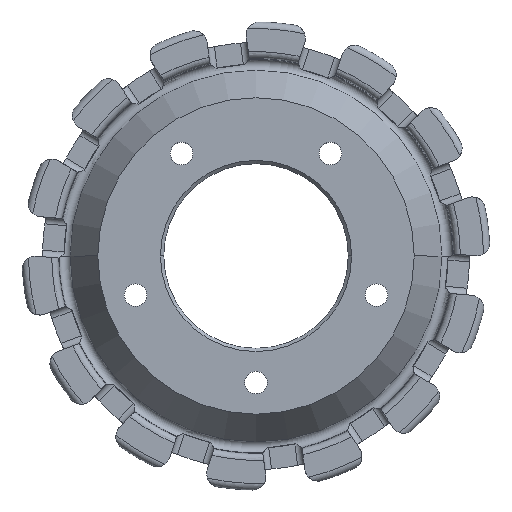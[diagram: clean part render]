
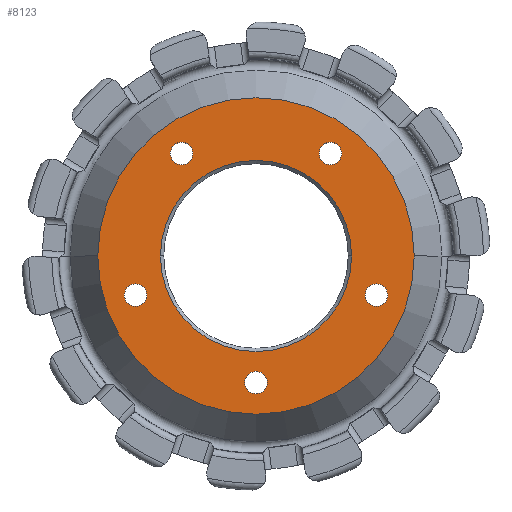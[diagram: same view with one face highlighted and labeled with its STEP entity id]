
A CAD part, top view. The second image highlights one B-rep face of the part: STEP entity #8123.
In plain terms, the highlighted planar face has unit normal (0, 0, 1).
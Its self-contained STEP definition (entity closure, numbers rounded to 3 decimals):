
#19 = AXIS2_PLACEMENT_3D ( 'NONE', #10055, #6156, #8941 ) ;
#181 = ORIENTED_EDGE ( 'NONE', *, *, #10449, .T. ) ;
#203 = EDGE_CURVE ( 'NONE', #9940, #12138, #1702, .T. ) ;
#238 = CARTESIAN_POINT ( 'NONE',  ( 9.592, 15.542, 0. ) ) ;
#352 = EDGE_LOOP ( 'NONE', ( #5779, #2229 ) ) ;
#497 = CARTESIAN_POINT ( 'NONE',  ( -19.97, -5.936, 0. ) ) ;
#552 = VERTEX_POINT ( 'NONE', #11479 ) ;
#629 = VERTEX_POINT ( 'NONE', #9726 ) ;
#670 = FACE_OUTER_BOUND ( 'NONE', #1681, .T. ) ;
#737 = DIRECTION ( 'NONE',  ( 0., 0., -1. ) ) ;
#814 = AXIS2_PLACEMENT_3D ( 'NONE', #11087, #4749, #1838 ) ;
#889 = DIRECTION ( 'NONE',  ( -1., 0., 0. ) ) ;
#1008 = ORIENTED_EDGE ( 'NONE', *, *, #8068, .F. ) ;
#1035 = DIRECTION ( 'NONE',  ( 0., 0., -1. ) ) ;
#1120 = DIRECTION ( 'NONE',  ( 0., 0., 1. ) ) ;
#1213 = EDGE_LOOP ( 'NONE', ( #10990, #3197 ) ) ;
#1357 = ORIENTED_EDGE ( 'NONE', *, *, #9340, .T. ) ;
#1365 = CIRCLE ( 'NONE', #1740, 1.7 ) ;
#1387 = CIRCLE ( 'NONE', #6458, 1.7 ) ;
#1590 = VERTEX_POINT ( 'NONE', #497 ) ;
#1595 = ORIENTED_EDGE ( 'NONE', *, *, #10811, .T. ) ;
#1681 = EDGE_LOOP ( 'NONE', ( #2687, #1008 ) ) ;
#1702 = CIRCLE ( 'NONE', #814, 14.5 ) ;
#1707 = FACE_BOUND ( 'NONE', #1213, .T. ) ;
#1740 = AXIS2_PLACEMENT_3D ( 'NONE', #10275, #2572, #6370 ) ;
#1838 = DIRECTION ( 'NONE',  ( 1., 0., 0. ) ) ;
#1857 = VERTEX_POINT ( 'NONE', #10889 ) ;
#2068 = CARTESIAN_POINT ( 'NONE',  ( -18.27, -5.936, 0. ) ) ;
#2229 = ORIENTED_EDGE ( 'NONE', *, *, #9826, .T. ) ;
#2428 = CARTESIAN_POINT ( 'NONE',  ( 18.27, -5.936, 0. ) ) ;
#2485 = DIRECTION ( 'NONE',  ( 1., 0., 0. ) ) ;
#2520 = DIRECTION ( 'NONE',  ( -1., 0., 0. ) ) ;
#2526 = CARTESIAN_POINT ( 'NONE',  ( 1.7, -19.21, 0. ) ) ;
#2572 = DIRECTION ( 'NONE',  ( 0., 0., -1. ) ) ;
#2622 = VERTEX_POINT ( 'NONE', #238 ) ;
#2687 = ORIENTED_EDGE ( 'NONE', *, *, #8178, .F. ) ;
#2734 = EDGE_LOOP ( 'NONE', ( #181, #1595 ) ) ;
#2889 = FACE_BOUND ( 'NONE', #352, .T. ) ;
#2897 = CARTESIAN_POINT ( 'NONE',  ( 0., 14., 0. ) ) ;
#3153 = AXIS2_PLACEMENT_3D ( 'NONE', #10016, #3266, #4104 ) ;
#3197 = ORIENTED_EDGE ( 'NONE', *, *, #203, .T. ) ;
#3220 = AXIS2_PLACEMENT_3D ( 'NONE', #10708, #8810, #11681 ) ;
#3266 = DIRECTION ( 'NONE',  ( 0., 0., -1. ) ) ;
#3316 = AXIS2_PLACEMENT_3D ( 'NONE', #2897, #1120, #3888 ) ;
#3368 = EDGE_CURVE ( 'NONE', #12138, #9940, #5331, .T. ) ;
#3748 = EDGE_CURVE ( 'NONE', #9895, #5573, #7142, .T. ) ;
#3888 = DIRECTION ( 'NONE',  ( 1., 0., 0. ) ) ;
#4104 = DIRECTION ( 'NONE',  ( -1., 0., 0. ) ) ;
#4239 = DIRECTION ( 'NONE',  ( 0., 0., -1. ) ) ;
#4290 = ORIENTED_EDGE ( 'NONE', *, *, #11740, .T. ) ;
#4517 = CARTESIAN_POINT ( 'NONE',  ( 16.57, -5.936, 0. ) ) ;
#4741 = ORIENTED_EDGE ( 'NONE', *, *, #8282, .T. ) ;
#4749 = DIRECTION ( 'NONE',  ( 0., 0., -1. ) ) ;
#4823 = CARTESIAN_POINT ( 'NONE',  ( 24., 0., 0. ) ) ;
#4832 = CARTESIAN_POINT ( 'NONE',  ( -9.592, 15.542, 0. ) ) ;
#4893 = CARTESIAN_POINT ( 'NONE',  ( 0., 0., 0. ) ) ;
#5276 = CIRCLE ( 'NONE', #3220, 1.7 ) ;
#5331 = CIRCLE ( 'NONE', #8658, 14.5 ) ;
#5471 = CARTESIAN_POINT ( 'NONE',  ( -18.27, -5.936, 0. ) ) ;
#5550 = CARTESIAN_POINT ( 'NONE',  ( 0., -19.21, 0. ) ) ;
#5565 = CIRCLE ( 'NONE', #3153, 24. ) ;
#5573 = VERTEX_POINT ( 'NONE', #9231 ) ;
#5636 = DIRECTION ( 'NONE',  ( -1., 0., 0. ) ) ;
#5682 = CIRCLE ( 'NONE', #9891, 1.7 ) ;
#5701 = CIRCLE ( 'NONE', #11643, 1.7 ) ;
#5779 = ORIENTED_EDGE ( 'NONE', *, *, #7697, .T. ) ;
#5796 = CARTESIAN_POINT ( 'NONE',  ( -14.5, 0., 0. ) ) ;
#5948 = DIRECTION ( 'NONE',  ( -1., 0., 0. ) ) ;
#5990 = DIRECTION ( 'NONE',  ( 0., 0., -1. ) ) ;
#6146 = AXIS2_PLACEMENT_3D ( 'NONE', #5550, #8438, #5636 ) ;
#6156 = DIRECTION ( 'NONE',  ( 0., 0., -1. ) ) ;
#6165 = VERTEX_POINT ( 'NONE', #11005 ) ;
#6264 = EDGE_CURVE ( 'NONE', #1590, #6561, #9211, .T. ) ;
#6370 = DIRECTION ( 'NONE',  ( -1., 0., 0. ) ) ;
#6458 = AXIS2_PLACEMENT_3D ( 'NONE', #2068, #5990, #11737 ) ;
#6557 = DIRECTION ( 'NONE',  ( 0., 0., -1. ) ) ;
#6561 = VERTEX_POINT ( 'NONE', #6947 ) ;
#6703 = PLANE ( 'NONE',  #3316 ) ;
#6947 = CARTESIAN_POINT ( 'NONE',  ( -16.57, -5.936, 0. ) ) ;
#7129 = AXIS2_PLACEMENT_3D ( 'NONE', #2428, #10995, #12057 ) ;
#7142 = CIRCLE ( 'NONE', #19, 1.7 ) ;
#7292 = DIRECTION ( 'NONE',  ( -1., 0., 0. ) ) ;
#7362 = CARTESIAN_POINT ( 'NONE',  ( 14.5, 0., 0. ) ) ;
#7392 = CIRCLE ( 'NONE', #10255, 1.7 ) ;
#7415 = DIRECTION ( 'NONE',  ( -1., 0., 0. ) ) ;
#7697 = EDGE_CURVE ( 'NONE', #2622, #629, #5276, .T. ) ;
#8068 = EDGE_CURVE ( 'NONE', #11001, #1857, #8452, .T. ) ;
#8123 = ADVANCED_FACE ( 'NONE', ( #1707, #670, #10416, #11161, #8157, #9359, #2889 ), #6703, .T. ) ;
#8130 = EDGE_LOOP ( 'NONE', ( #1357, #10751 ) ) ;
#8152 = CARTESIAN_POINT ( 'NONE',  ( 0., -19.21, 0. ) ) ;
#8157 = FACE_BOUND ( 'NONE', #10652, .T. ) ;
#8178 = EDGE_CURVE ( 'NONE', #1857, #11001, #5565, .T. ) ;
#8282 = EDGE_CURVE ( 'NONE', #10472, #552, #7392, .T. ) ;
#8438 = DIRECTION ( 'NONE',  ( 0., 0., -1. ) ) ;
#8452 = CIRCLE ( 'NONE', #11946, 24. ) ;
#8658 = AXIS2_PLACEMENT_3D ( 'NONE', #10029, #4239, #2485 ) ;
#8810 = DIRECTION ( 'NONE',  ( 0., 0., -1. ) ) ;
#8860 = ORIENTED_EDGE ( 'NONE', *, *, #6264, .T. ) ;
#8911 = EDGE_CURVE ( 'NONE', #6561, #1590, #1387, .T. ) ;
#8941 = DIRECTION ( 'NONE',  ( -1., 0., 0. ) ) ;
#9189 = CIRCLE ( 'NONE', #6146, 1.7 ) ;
#9211 = CIRCLE ( 'NONE', #9578, 1.7 ) ;
#9231 = CARTESIAN_POINT ( 'NONE',  ( -12.992, 15.542, 0. ) ) ;
#9340 = EDGE_CURVE ( 'NONE', #5573, #9895, #5701, .T. ) ;
#9353 = CARTESIAN_POINT ( 'NONE',  ( 11.292, 15.542, 0. ) ) ;
#9359 = FACE_BOUND ( 'NONE', #2734, .T. ) ;
#9578 = AXIS2_PLACEMENT_3D ( 'NONE', #5471, #12154, #2520 ) ;
#9726 = CARTESIAN_POINT ( 'NONE',  ( 12.992, 15.542, 0. ) ) ;
#9826 = EDGE_CURVE ( 'NONE', #629, #2622, #5682, .T. ) ;
#9891 = AXIS2_PLACEMENT_3D ( 'NONE', #9353, #6557, #889 ) ;
#9895 = VERTEX_POINT ( 'NONE', #4832 ) ;
#9940 = VERTEX_POINT ( 'NONE', #5796 ) ;
#10016 = CARTESIAN_POINT ( 'NONE',  ( 0., 0., 0. ) ) ;
#10029 = CARTESIAN_POINT ( 'NONE',  ( 0., 0., 0. ) ) ;
#10055 = CARTESIAN_POINT ( 'NONE',  ( -11.292, 15.542, 0. ) ) ;
#10103 = DIRECTION ( 'NONE',  ( 0., 0., -1. ) ) ;
#10255 = AXIS2_PLACEMENT_3D ( 'NONE', #8152, #10103, #7292 ) ;
#10275 = CARTESIAN_POINT ( 'NONE',  ( 18.27, -5.936, 0. ) ) ;
#10416 = FACE_BOUND ( 'NONE', #8130, .T. ) ;
#10449 = EDGE_CURVE ( 'NONE', #10890, #6165, #1365, .T. ) ;
#10472 = VERTEX_POINT ( 'NONE', #2526 ) ;
#10652 = EDGE_LOOP ( 'NONE', ( #4290, #4741 ) ) ;
#10708 = CARTESIAN_POINT ( 'NONE',  ( 11.292, 15.542, 0. ) ) ;
#10751 = ORIENTED_EDGE ( 'NONE', *, *, #3748, .T. ) ;
#10811 = EDGE_CURVE ( 'NONE', #6165, #10890, #12188, .T. ) ;
#10889 = CARTESIAN_POINT ( 'NONE',  ( -24., 0., 0. ) ) ;
#10890 = VERTEX_POINT ( 'NONE', #4517 ) ;
#10990 = ORIENTED_EDGE ( 'NONE', *, *, #3368, .T. ) ;
#10995 = DIRECTION ( 'NONE',  ( 0., 0., -1. ) ) ;
#11001 = VERTEX_POINT ( 'NONE', #4823 ) ;
#11005 = CARTESIAN_POINT ( 'NONE',  ( 19.97, -5.936, 0. ) ) ;
#11018 = EDGE_LOOP ( 'NONE', ( #8860, #11747 ) ) ;
#11087 = CARTESIAN_POINT ( 'NONE',  ( 0., 0., 0. ) ) ;
#11161 = FACE_BOUND ( 'NONE', #11018, .T. ) ;
#11479 = CARTESIAN_POINT ( 'NONE',  ( -1.7, -19.21, 0. ) ) ;
#11643 = AXIS2_PLACEMENT_3D ( 'NONE', #12268, #737, #7415 ) ;
#11681 = DIRECTION ( 'NONE',  ( -1., 0., 0. ) ) ;
#11737 = DIRECTION ( 'NONE',  ( -1., 0., 0. ) ) ;
#11740 = EDGE_CURVE ( 'NONE', #552, #10472, #9189, .T. ) ;
#11747 = ORIENTED_EDGE ( 'NONE', *, *, #8911, .T. ) ;
#11946 = AXIS2_PLACEMENT_3D ( 'NONE', #4893, #1035, #5948 ) ;
#12057 = DIRECTION ( 'NONE',  ( -1., 0., 0. ) ) ;
#12138 = VERTEX_POINT ( 'NONE', #7362 ) ;
#12154 = DIRECTION ( 'NONE',  ( 0., 0., -1. ) ) ;
#12188 = CIRCLE ( 'NONE', #7129, 1.7 ) ;
#12268 = CARTESIAN_POINT ( 'NONE',  ( -11.292, 15.542, 0. ) ) ;
